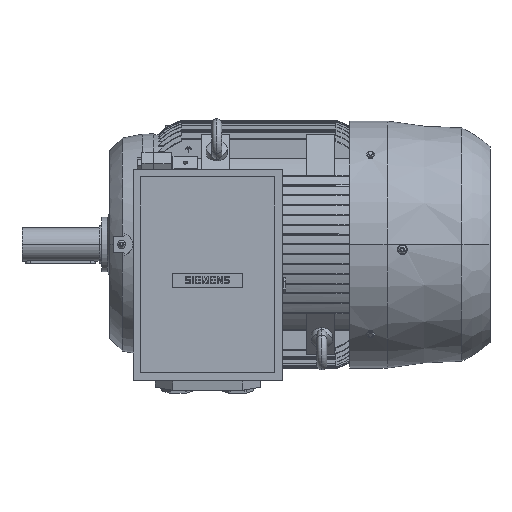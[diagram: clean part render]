
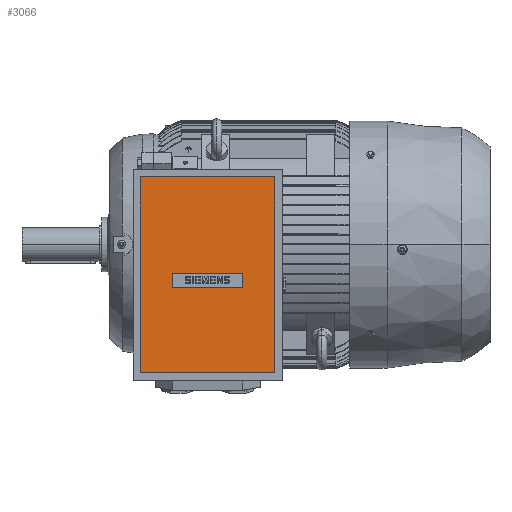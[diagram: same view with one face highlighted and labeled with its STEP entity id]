
A CAD part, top view. The second image highlights one B-rep face of the part: STEP entity #3066.
In plain terms, the highlighted planar face has unit normal (0, 0, 1).
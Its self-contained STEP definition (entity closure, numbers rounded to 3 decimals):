
#3066=ADVANCED_FACE('',(#6749,#6750),#6751,.T.);
#6749=FACE_BOUND('',#11053,.T.);
#6750=FACE_OUTER_BOUND('',#11054,.T.);
#6751=PLANE('',#11055);
#11053=EDGE_LOOP('',(#20803,#20804,#20805,#20806));
#11054=EDGE_LOOP('',(#20807,#20808,#20809,#20810));
#11055=AXIS2_PLACEMENT_3D('',#20811,#20812,#20813);
#20803=ORIENTED_EDGE('',*,*,#29948,.T.);
#20804=ORIENTED_EDGE('',*,*,#29952,.T.);
#20805=ORIENTED_EDGE('',*,*,#29955,.T.);
#20806=ORIENTED_EDGE('',*,*,#29957,.T.);
#20807=ORIENTED_EDGE('',*,*,#29972,.T.);
#20808=ORIENTED_EDGE('',*,*,#29973,.T.);
#20809=ORIENTED_EDGE('',*,*,#29974,.T.);
#20810=ORIENTED_EDGE('',*,*,#29975,.T.);
#20811=CARTESIAN_POINT('',(77.0,-43.75,336.0));
#20812=DIRECTION('',(0.0,0.0,1.0));
#20813=DIRECTION('',(0.0,-1.0,0.0));
#29948=EDGE_CURVE('',#37234,#37232,#37235,.T.);
#29952=EDGE_CURVE('',#37232,#37238,#37240,.T.);
#29955=EDGE_CURVE('',#37238,#37242,#37244,.T.);
#29957=EDGE_CURVE('',#37242,#37234,#37246,.T.);
#29972=EDGE_CURVE('',#37266,#37267,#37268,.T.);
#29973=EDGE_CURVE('',#37267,#37269,#37270,.T.);
#29974=EDGE_CURVE('',#37269,#37271,#37272,.T.);
#29975=EDGE_CURVE('',#37271,#37266,#37273,.T.);
#37232=VERTEX_POINT('',#54655);
#37234=VERTEX_POINT('',#54658);
#37235=LINE('',#54659,#54660);
#37238=VERTEX_POINT('',#54664);
#37240=LINE('',#54667,#54668);
#37242=VERTEX_POINT('',#54670);
#37244=LINE('',#54673,#54674);
#37246=LINE('',#54676,#54677);
#37266=VERTEX_POINT('',#54706);
#37267=VERTEX_POINT('',#54707);
#37268=LINE('',#54708,#54709);
#37269=VERTEX_POINT('',#54710);
#37270=LINE('',#54711,#54712);
#37271=VERTEX_POINT('',#54713);
#37272=LINE('',#54714,#54715);
#37273=LINE('',#54716,#54717);
#54655=CARTESIAN_POINT('',(27.0,-61.3,336.0));
#54658=CARTESIAN_POINT('',(127.0,-61.3,336.0));
#54659=CARTESIAN_POINT('',(77.0,-61.3,336.0));
#54660=VECTOR('',#64498,1.0);
#54664=CARTESIAN_POINT('',(27.0,-41.2,336.0));
#54667=CARTESIAN_POINT('',(27.0,-47.5,336.0));
#54668=VECTOR('',#64501,1.0);
#54670=CARTESIAN_POINT('',(127.0,-41.2,336.0));
#54673=CARTESIAN_POINT('',(77.0,-41.2,336.0));
#54674=VECTOR('',#64503,1.0);
#54676=CARTESIAN_POINT('',(127.0,-47.5,336.0));
#54677=VECTOR('',#64504,1.0);
#54706=CARTESIAN_POINT('',(-19.0,-183.5,336.0));
#54707=CARTESIAN_POINT('',(173.0,-183.5,336.0));
#54708=CARTESIAN_POINT('',(77.0,-183.5,336.0));
#54709=VECTOR('',#64514,1.0);
#54710=CARTESIAN_POINT('',(173.0,96.0,336.0));
#54711=CARTESIAN_POINT('',(173.0,-43.75,336.0));
#54712=VECTOR('',#64515,1.0);
#54713=CARTESIAN_POINT('',(-19.0,96.0,336.0));
#54714=CARTESIAN_POINT('',(77.0,96.0,336.0));
#54715=VECTOR('',#64516,1.0);
#54716=CARTESIAN_POINT('',(-19.0,-43.75,336.0));
#54717=VECTOR('',#64517,1.0);
#64498=DIRECTION('',(-1.0,0.0,0.0));
#64501=DIRECTION('',(0.0,1.0,0.0));
#64503=DIRECTION('',(1.0,0.0,-0.0));
#64504=DIRECTION('',(0.0,-1.0,0.0));
#64514=DIRECTION('',(1.0,0.0,0.0));
#64515=DIRECTION('',(0.0,1.0,0.0));
#64516=DIRECTION('',(-1.0,0.0,0.0));
#64517=DIRECTION('',(0.0,-1.0,0.0));
